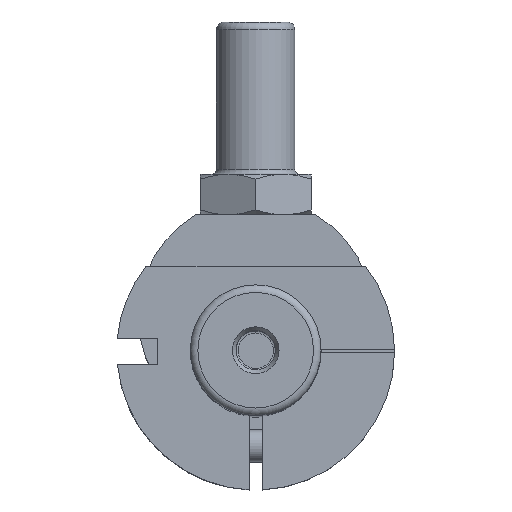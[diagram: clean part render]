
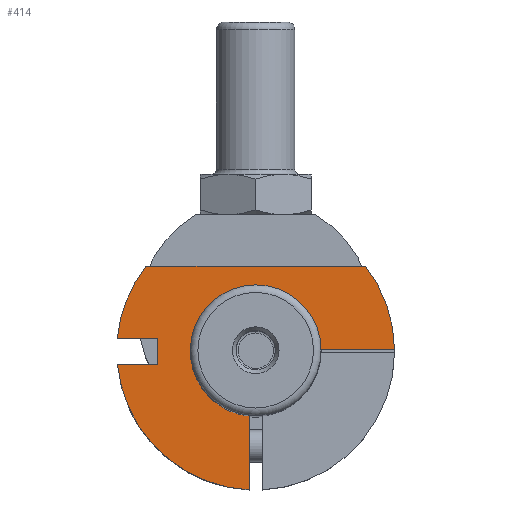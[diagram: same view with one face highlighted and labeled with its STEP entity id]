
A CAD part, top view. The second image highlights one B-rep face of the part: STEP entity #414.
In plain terms, the highlighted planar face has unit normal (0, 0, 1).
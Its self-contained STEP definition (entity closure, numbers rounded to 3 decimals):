
#103=LINE('',#2386,#168);
#104=LINE('',#2388,#169);
#105=LINE('',#2389,#170);
#106=LINE('',#2391,#171);
#107=LINE('',#2393,#172);
#108=LINE('',#2397,#173);
#168=VECTOR('',#1728,1.);
#169=VECTOR('',#1729,1.);
#170=VECTOR('',#1730,1.);
#171=VECTOR('',#1731,1.);
#172=VECTOR('',#1732,1.);
#173=VECTOR('',#1735,1.);
#227=FACE_OUTER_BOUND('',#611,.T.);
#334=PLANE('',#1419);
#414=ADVANCED_FACE('',(#227),#334,.T.);
#611=EDGE_LOOP('',(#866,#867,#868,#869,#870,#871,#872,#873,#874,#875));
#866=ORIENTED_EDGE('',*,*,#1206,.T.);
#867=ORIENTED_EDGE('',*,*,#1181,.F.);
#868=ORIENTED_EDGE('',*,*,#1207,.T.);
#869=ORIENTED_EDGE('',*,*,#1194,.F.);
#870=ORIENTED_EDGE('',*,*,#1208,.T.);
#871=ORIENTED_EDGE('',*,*,#1209,.T.);
#872=ORIENTED_EDGE('',*,*,#1210,.F.);
#873=ORIENTED_EDGE('',*,*,#1211,.F.);
#874=ORIENTED_EDGE('',*,*,#1212,.T.);
#875=ORIENTED_EDGE('',*,*,#1213,.T.);
#1040=VERTEX_POINT('',#2335);
#1041=VERTEX_POINT('',#2337);
#1051=VERTEX_POINT('',#2363);
#1052=VERTEX_POINT('',#2364);
#1061=VERTEX_POINT('',#2387);
#1062=VERTEX_POINT('',#2390);
#1063=VERTEX_POINT('',#2392);
#1064=VERTEX_POINT('',#2394);
#1065=VERTEX_POINT('',#2396);
#1066=VERTEX_POINT('',#2398);
#1181=EDGE_CURVE('',#1040,#1041,#1279,.T.);
#1194=EDGE_CURVE('',#1051,#1052,#1285,.T.);
#1206=EDGE_CURVE('',#1061,#1041,#103,.T.);
#1207=EDGE_CURVE('',#1040,#1052,#104,.T.);
#1208=EDGE_CURVE('',#1051,#1062,#105,.T.);
#1209=EDGE_CURVE('',#1062,#1063,#106,.T.);
#1210=EDGE_CURVE('',#1064,#1063,#107,.T.);
#1211=EDGE_CURVE('',#1065,#1064,#1289,.T.);
#1212=EDGE_CURVE('',#1065,#1066,#108,.T.);
#1213=EDGE_CURVE('',#1066,#1061,#1290,.T.);
#1279=CIRCLE('',#1402,21.25);
#1285=CIRCLE('',#1411,21.25);
#1289=CIRCLE('',#1417,21.25);
#1290=CIRCLE('',#1418,10.);
#1402=AXIS2_PLACEMENT_3D('',#2336,#1683,#1684);
#1411=AXIS2_PLACEMENT_3D('',#2362,#1708,#1709);
#1417=AXIS2_PLACEMENT_3D('',#2395,#1733,#1734);
#1418=AXIS2_PLACEMENT_3D('',#2399,#1736,#1737);
#1419=AXIS2_PLACEMENT_3D('',#2400,#1738,#1739);
#1683=DIRECTION('',(0.,0.,-1.));
#1684=DIRECTION('',(0.,-1.,0.));
#1708=DIRECTION('',(0.,0.,-1.));
#1709=DIRECTION('',(0.,-1.,0.));
#1728=DIRECTION('',(1.,0.,0.));
#1729=DIRECTION('',(-1.,0.,0.));
#1730=DIRECTION('',(1.,0.,0.));
#1731=DIRECTION('',(0.,-1.,0.));
#1732=DIRECTION('',(1.,0.,0.));
#1733=DIRECTION('',(0.,0.,-1.));
#1734=DIRECTION('',(0.,-1.,0.));
#1735=DIRECTION('',(0.,1.,0.));
#1736=DIRECTION('',(0.,0.,-1.));
#1737=DIRECTION('',(0.,-1.,0.));
#1738=DIRECTION('',(0.,0.,1.));
#1739=DIRECTION('',(0.,1.,0.));
#2335=CARTESIAN_POINT('',(16.81,13.,70.));
#2336=CARTESIAN_POINT('',(0.,0.,70.));
#2337=CARTESIAN_POINT('',(21.249,0.25,70.));
#2362=CARTESIAN_POINT('',(0.,0.,70.));
#2363=CARTESIAN_POINT('',(-21.155,2.01,70.));
#2364=CARTESIAN_POINT('',(-16.81,13.,70.));
#2386=CARTESIAN_POINT('',(6.25,0.25,70.));
#2387=CARTESIAN_POINT('',(9.997,0.25,70.));
#2388=CARTESIAN_POINT('',(0.,13.,70.));
#2389=CARTESIAN_POINT('',(-35.,2.01,70.));
#2390=CARTESIAN_POINT('',(-15.,2.01,70.));
#2391=CARTESIAN_POINT('',(-15.,2.01,70.));
#2392=CARTESIAN_POINT('',(-15.,-2.01,70.));
#2393=CARTESIAN_POINT('',(-35.,-2.01,70.));
#2394=CARTESIAN_POINT('',(-21.155,-2.01,70.));
#2395=CARTESIAN_POINT('',(0.,0.,70.));
#2396=CARTESIAN_POINT('',(-1.,-21.226,70.));
#2397=CARTESIAN_POINT('',(-1.,-37.5,70.));
#2398=CARTESIAN_POINT('',(-1.,-9.95,70.));
#2399=CARTESIAN_POINT('',(0.,0.,70.));
#2400=CARTESIAN_POINT('',(0.,0.,70.));
